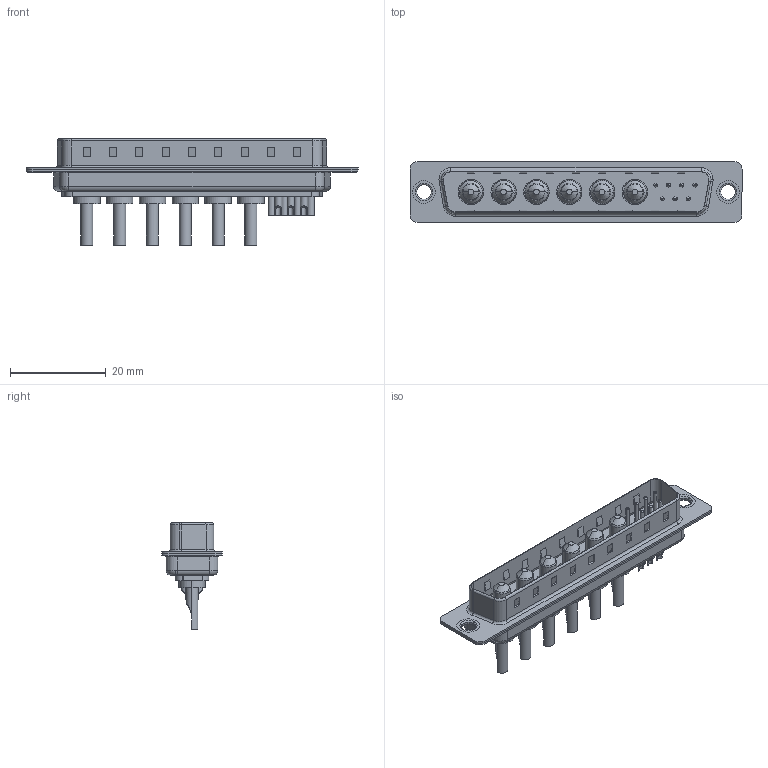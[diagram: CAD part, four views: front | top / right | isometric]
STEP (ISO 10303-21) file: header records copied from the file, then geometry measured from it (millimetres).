
FILE_DESCRIPTION (( 'STEP AP203' ), '1' );
FILE_NAME ('627-13W6222-1T1.STEP', '2019-05-28T06:23:16', ( '' ), ( '' ), 'SwSTEP 2.0', 'SolidWorks 2016', '' );
FILE_SCHEMA (( 'CONFIG_CONTROL_DESIGN' ));
Length unit declared in the file: millimetre
Products named in the file (8): Power Pin_10A SC; 627Combo Shell Front_37 Contacts; 627Combo Shell Rear_37 Contacts; 627Combo Thru Hole Rivet; 627Combo Contact Row 1_22; 627Combo Housing_13W6; 627Combo Contact Row 2_22; 627-13W6222-1T1
Assembly tree (18 placements, depth 2):
  627-13W6222-1T1
    627Combo Housing_13W6
    627Combo Shell Rear_37 Contacts
    627Combo Shell Front_37 Contacts
    627Combo Thru Hole Rivet  x2
    Power Pin_10A SC  x6
    627Combo Contact Row 1_22  x4
    627Combo Contact Row 2_22  x3
Bounding box: 69.3 x 12.6 x 22.3 mm (x, y, z)
Volume: 4096.2 mm3; surface area: 9260.5 mm2
Topology: 24 solids, 24 shells, 915 faces, 2157 edges, 1321 vertices
Faces by surface type: cylinder 369, plane 338, torus 140, cone 56, bspline 12
Entity records: 17655 total; most frequent: CARTESIAN_POINT 3004, DIRECTION 2984, ORIENTED_EDGE 2688, EDGE_CURVE 1344, AXIS2_PLACEMENT_3D 1112, VERTEX_POINT 847, LINE 760, VECTOR 760
